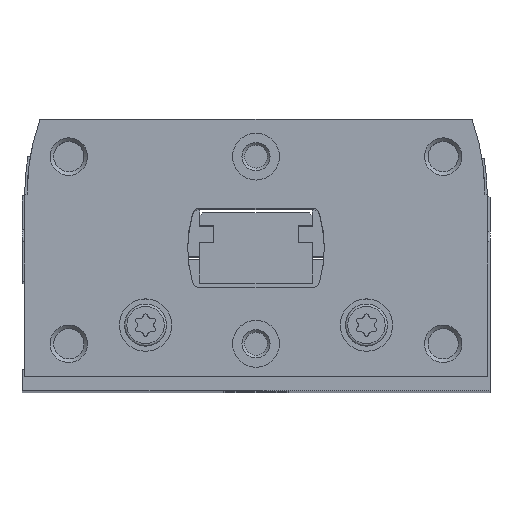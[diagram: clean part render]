
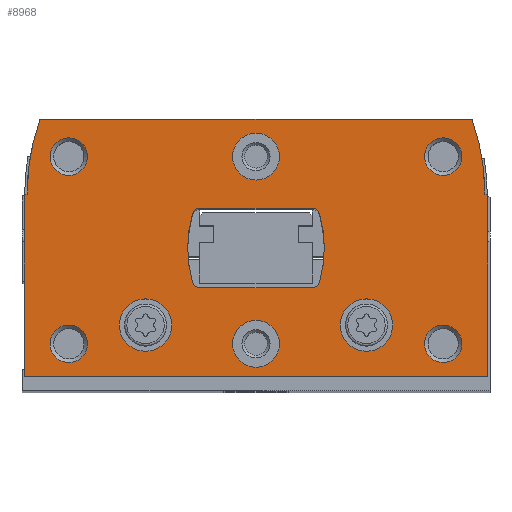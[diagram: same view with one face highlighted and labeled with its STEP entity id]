
A CAD part, top view. The second image highlights one B-rep face of the part: STEP entity #8968.
In plain terms, the highlighted planar face has unit normal (0, 0, 1).
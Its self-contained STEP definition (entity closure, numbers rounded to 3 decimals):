
#405=LINE('',#13894,#891);
#410=LINE('',#13904,#896);
#428=LINE('',#13950,#914);
#434=LINE('',#13962,#920);
#448=LINE('',#14039,#934);
#450=LINE('',#14042,#936);
#451=LINE('',#14076,#937);
#452=LINE('',#14096,#938);
#891=VECTOR('',#11421,1000.);
#896=VECTOR('',#11428,1000.);
#914=VECTOR('',#11464,1000.);
#920=VECTOR('',#11474,1000.);
#934=VECTOR('',#11534,1000.);
#936=VECTOR('',#11538,1000.);
#937=VECTOR('',#11573,1000.);
#938=VECTOR('',#11594,1000.);
#1195=PLANE('',#9744);
#2360=ORIENTED_EDGE('',*,*,#3931,.F.);
#2361=ORIENTED_EDGE('',*,*,#3932,.F.);
#2362=ORIENTED_EDGE('',*,*,#3933,.T.);
#2363=ORIENTED_EDGE('',*,*,#3934,.T.);
#2364=ORIENTED_EDGE('',*,*,#3935,.T.);
#2365=ORIENTED_EDGE('',*,*,#3936,.T.);
#2366=ORIENTED_EDGE('',*,*,#3937,.T.);
#2367=ORIENTED_EDGE('',*,*,#3938,.T.);
#2368=ORIENTED_EDGE('',*,*,#3891,.F.);
#2369=ORIENTED_EDGE('',*,*,#3911,.F.);
#2370=ORIENTED_EDGE('',*,*,#3904,.F.);
#2371=ORIENTED_EDGE('',*,*,#3900,.F.);
#2372=ORIENTED_EDGE('',*,*,#3939,.F.);
#2373=ORIENTED_EDGE('',*,*,#3940,.F.);
#2374=ORIENTED_EDGE('',*,*,#3941,.F.);
#2375=ORIENTED_EDGE('',*,*,#3894,.F.);
#2376=ORIENTED_EDGE('',*,*,#3877,.T.);
#2377=ORIENTED_EDGE('',*,*,#3871,.T.);
#2378=ORIENTED_EDGE('',*,*,#3913,.T.);
#2379=ORIENTED_EDGE('',*,*,#3842,.T.);
#2380=ORIENTED_EDGE('',*,*,#3847,.T.);
#2381=ORIENTED_EDGE('',*,*,#3851,.T.);
#2382=ORIENTED_EDGE('',*,*,#3930,.T.);
#2383=ORIENTED_EDGE('',*,*,#3883,.T.);
#3842=EDGE_CURVE('',#4732,#4731,#405,.T.);
#3847=EDGE_CURVE('',#4731,#4735,#410,.T.);
#3851=EDGE_CURVE('',#4735,#4737,#5297,.T.);
#3871=EDGE_CURVE('',#4752,#4754,#428,.T.);
#3877=EDGE_CURVE('',#4758,#4752,#434,.T.);
#3883=EDGE_CURVE('',#4763,#4758,#5303,.T.);
#3891=EDGE_CURVE('',#4768,#4769,#5307,.T.);
#3894=EDGE_CURVE('',#4769,#4770,#5308,.T.);
#3900=EDGE_CURVE('',#4774,#4775,#5311,.T.);
#3904=EDGE_CURVE('',#4775,#4778,#5313,.T.);
#3911=EDGE_CURVE('',#4778,#4768,#448,.T.);
#3913=EDGE_CURVE('',#4754,#4732,#450,.T.);
#3930=EDGE_CURVE('',#4737,#4763,#451,.T.);
#3931=EDGE_CURVE('',#4799,#4799,#5334,.T.);
#3932=EDGE_CURVE('',#4800,#4800,#5335,.T.);
#3933=EDGE_CURVE('',#4801,#4801,#5336,.T.);
#3934=EDGE_CURVE('',#4802,#4802,#5337,.T.);
#3935=EDGE_CURVE('',#4803,#4803,#5338,.T.);
#3936=EDGE_CURVE('',#4804,#4804,#5339,.T.);
#3937=EDGE_CURVE('',#4805,#4805,#5340,.T.);
#3938=EDGE_CURVE('',#4806,#4806,#5341,.T.);
#3939=EDGE_CURVE('',#4807,#4774,#5342,.T.);
#3940=EDGE_CURVE('',#4808,#4807,#452,.T.);
#3941=EDGE_CURVE('',#4770,#4808,#5343,.T.);
#4731=VERTEX_POINT('',#13893);
#4732=VERTEX_POINT('',#13895);
#4735=VERTEX_POINT('',#13903);
#4737=VERTEX_POINT('',#13910);
#4752=VERTEX_POINT('',#13944);
#4754=VERTEX_POINT('',#13949);
#4758=VERTEX_POINT('',#13960);
#4763=VERTEX_POINT('',#13975);
#4768=VERTEX_POINT('',#13991);
#4769=VERTEX_POINT('',#13993);
#4770=VERTEX_POINT('',#14001);
#4774=VERTEX_POINT('',#14014);
#4775=VERTEX_POINT('',#14016);
#4778=VERTEX_POINT('',#14027);
#4799=VERTEX_POINT('',#14079);
#4800=VERTEX_POINT('',#14081);
#4801=VERTEX_POINT('',#14083);
#4802=VERTEX_POINT('',#14085);
#4803=VERTEX_POINT('',#14087);
#4804=VERTEX_POINT('',#14089);
#4805=VERTEX_POINT('',#14091);
#4806=VERTEX_POINT('',#14093);
#4807=VERTEX_POINT('',#14095);
#4808=VERTEX_POINT('',#14097);
#5297=CIRCLE('',#9694,24.);
#5303=CIRCLE('',#9706,24.);
#5307=CIRCLE('',#9711,0.8);
#5308=CIRCLE('',#9713,13.);
#5311=CIRCLE('',#9717,13.);
#5313=CIRCLE('',#9720,0.8);
#5334=CIRCLE('',#9745,2.8);
#5335=CIRCLE('',#9746,2.8);
#5336=CIRCLE('',#9747,2.5);
#5337=CIRCLE('',#9748,2.5);
#5338=CIRCLE('',#9749,2.);
#5339=CIRCLE('',#9750,2.);
#5340=CIRCLE('',#9751,2.);
#5341=CIRCLE('',#9752,2.);
#5342=CIRCLE('',#9753,0.8);
#5343=CIRCLE('',#9754,0.8);
#5913=EDGE_LOOP('',(#2360));
#5914=EDGE_LOOP('',(#2361));
#5915=EDGE_LOOP('',(#2362));
#5916=EDGE_LOOP('',(#2363));
#5917=EDGE_LOOP('',(#2364));
#5918=EDGE_LOOP('',(#2365));
#5919=EDGE_LOOP('',(#2366));
#5920=EDGE_LOOP('',(#2367));
#5921=EDGE_LOOP('',(#2368,#2369,#2370,#2371,#2372,#2373,#2374,#2375));
#5922=EDGE_LOOP('',(#2376,#2377,#2378,#2379,#2380,#2381,#2382,#2383));
#6627=FACE_BOUND('',#5913,.T.);
#6628=FACE_BOUND('',#5914,.T.);
#6629=FACE_BOUND('',#5915,.T.);
#6630=FACE_BOUND('',#5916,.T.);
#6631=FACE_BOUND('',#5917,.T.);
#6632=FACE_BOUND('',#5918,.T.);
#6633=FACE_BOUND('',#5919,.T.);
#6634=FACE_BOUND('',#5920,.T.);
#6635=FACE_BOUND('',#5921,.T.);
#6636=FACE_BOUND('',#5922,.T.);
#8968=ADVANCED_FACE('',(#6627,#6628,#6629,#6630,#6631,#6632,#6633,#6634,
#6635,#6636),#1195,.T.);
#9694=AXIS2_PLACEMENT_3D('',#13911,#11435,#11436);
#9706=AXIS2_PLACEMENT_3D('',#13974,#11485,#11486);
#9711=AXIS2_PLACEMENT_3D('',#13992,#11498,#11499);
#9713=AXIS2_PLACEMENT_3D('',#14000,#11503,#11504);
#9717=AXIS2_PLACEMENT_3D('',#14015,#11513,#11514);
#9720=AXIS2_PLACEMENT_3D('',#14026,#11520,#11521);
#9744=AXIS2_PLACEMENT_3D('',#14077,#11574,#11575);
#9745=AXIS2_PLACEMENT_3D('',#14078,#11576,#11577);
#9746=AXIS2_PLACEMENT_3D('',#14080,#11578,#11579);
#9747=AXIS2_PLACEMENT_3D('',#14082,#11580,#11581);
#9748=AXIS2_PLACEMENT_3D('',#14084,#11582,#11583);
#9749=AXIS2_PLACEMENT_3D('',#14086,#11584,#11585);
#9750=AXIS2_PLACEMENT_3D('',#14088,#11586,#11587);
#9751=AXIS2_PLACEMENT_3D('',#14090,#11588,#11589);
#9752=AXIS2_PLACEMENT_3D('',#14092,#11590,#11591);
#9753=AXIS2_PLACEMENT_3D('',#14094,#11592,#11593);
#9754=AXIS2_PLACEMENT_3D('',#14098,#11595,#11596);
#11421=DIRECTION('',(0.,1.,0.));
#11428=DIRECTION('',(-0.866,0.5,0.));
#11435=DIRECTION('',(0.,0.,1.));
#11436=DIRECTION('',(1.,0.,0.));
#11464=DIRECTION('',(0.,-1.,0.));
#11474=DIRECTION('',(-0.866,-0.5,0.));
#11485=DIRECTION('',(0.,0.,1.));
#11486=DIRECTION('',(1.,0.,0.));
#11498=DIRECTION('',(0.,0.,1.));
#11499=DIRECTION('',(1.,0.,0.));
#11503=DIRECTION('',(0.,0.,1.));
#11504=DIRECTION('',(1.,0.,0.));
#11513=DIRECTION('',(0.,0.,1.));
#11514=DIRECTION('',(1.,0.,0.));
#11520=DIRECTION('',(0.,0.,1.));
#11521=DIRECTION('',(1.,0.,0.));
#11534=DIRECTION('',(-1.,0.,0.));
#11538=DIRECTION('',(1.,0.,0.));
#11573=DIRECTION('',(-1.,0.,0.));
#11574=DIRECTION('',(0.,0.,1.));
#11575=DIRECTION('',(1.,0.,0.));
#11576=DIRECTION('',(0.,0.,1.));
#11577=DIRECTION('',(1.,0.,0.));
#11578=DIRECTION('',(0.,0.,1.));
#11579=DIRECTION('',(1.,0.,0.));
#11580=DIRECTION('',(0.,0.,-1.));
#11581=DIRECTION('',(-1.,0.,0.));
#11582=DIRECTION('',(0.,0.,-1.));
#11583=DIRECTION('',(-1.,0.,0.));
#11584=DIRECTION('',(0.,0.,-1.));
#11585=DIRECTION('',(-1.,0.,0.));
#11586=DIRECTION('',(0.,0.,-1.));
#11587=DIRECTION('',(-1.,0.,0.));
#11588=DIRECTION('',(0.,0.,-1.));
#11589=DIRECTION('',(-1.,0.,0.));
#11590=DIRECTION('',(0.,0.,-1.));
#11591=DIRECTION('',(-1.,0.,0.));
#11592=DIRECTION('',(0.,0.,1.));
#11593=DIRECTION('',(1.,0.,0.));
#11594=DIRECTION('',(1.,0.,0.));
#11595=DIRECTION('',(0.,0.,1.));
#11596=DIRECTION('',(1.,0.,0.));
#13893=CARTESIAN_POINT('',(24.75,19.327,0.));
#13894=CARTESIAN_POINT('',(24.75,0.,0.));
#13895=CARTESIAN_POINT('',(24.75,0.,0.));
#13903=CARTESIAN_POINT('',(24.45,19.5,0.));
#13904=CARTESIAN_POINT('',(24.75,19.327,0.));
#13910=CARTESIAN_POINT('',(23.077,27.5,0.));
#13911=CARTESIAN_POINT('',(0.45,19.5,0.));
#13944=CARTESIAN_POINT('',(-24.75,19.327,0.));
#13949=CARTESIAN_POINT('',(-24.75,0.,0.));
#13950=CARTESIAN_POINT('',(-24.75,19.327,0.));
#13960=CARTESIAN_POINT('',(-24.45,19.5,0.));
#13962=CARTESIAN_POINT('',(-24.45,19.5,0.));
#13974=CARTESIAN_POINT('',(-0.45,19.5,0.));
#13975=CARTESIAN_POINT('',(-23.077,27.5,0.));
#13991=CARTESIAN_POINT('',(-6.002,18.,0.));
#13992=CARTESIAN_POINT('',(-6.002,17.2,0.));
#13993=CARTESIAN_POINT('',(-6.769,17.426,0.));
#14000=CARTESIAN_POINT('',(5.7,13.75,0.));
#14001=CARTESIAN_POINT('',(-6.769,10.074,0.));
#14014=CARTESIAN_POINT('',(6.769,10.074,0.));
#14015=CARTESIAN_POINT('',(-5.7,13.75,0.));
#14016=CARTESIAN_POINT('',(6.769,17.426,0.));
#14026=CARTESIAN_POINT('',(6.002,17.2,0.));
#14027=CARTESIAN_POINT('',(6.002,18.,0.));
#14039=CARTESIAN_POINT('',(6.002,18.,0.));
#14042=CARTESIAN_POINT('',(-24.75,0.,0.));
#14076=CARTESIAN_POINT('',(23.077,27.5,0.));
#14077=CARTESIAN_POINT('',(0.45,19.5,0.));
#14078=CARTESIAN_POINT('',(-11.8,5.5,0.));
#14079=CARTESIAN_POINT('',(-9.,5.5,0.));
#14080=CARTESIAN_POINT('',(11.8,5.5,0.));
#14081=CARTESIAN_POINT('',(14.6,5.5,0.));
#14082=CARTESIAN_POINT('',(0.,3.5,0.));
#14083=CARTESIAN_POINT('',(-2.5,3.5,0.));
#14084=CARTESIAN_POINT('',(0.,23.5,0.));
#14085=CARTESIAN_POINT('',(-2.5,23.5,0.));
#14086=CARTESIAN_POINT('',(20.,3.5,0.));
#14087=CARTESIAN_POINT('',(18.,3.5,0.));
#14088=CARTESIAN_POINT('',(-20.,3.5,0.));
#14089=CARTESIAN_POINT('',(-22.,3.5,0.));
#14090=CARTESIAN_POINT('',(-20.,23.5,0.));
#14091=CARTESIAN_POINT('',(-22.,23.5,0.));
#14092=CARTESIAN_POINT('',(20.,23.5,0.));
#14093=CARTESIAN_POINT('',(18.,23.5,0.));
#14094=CARTESIAN_POINT('',(6.002,10.3,0.));
#14095=CARTESIAN_POINT('',(6.002,9.5,0.));
#14096=CARTESIAN_POINT('',(-6.002,9.5,0.));
#14097=CARTESIAN_POINT('',(-6.002,9.5,0.));
#14098=CARTESIAN_POINT('',(-6.002,10.3,0.));
